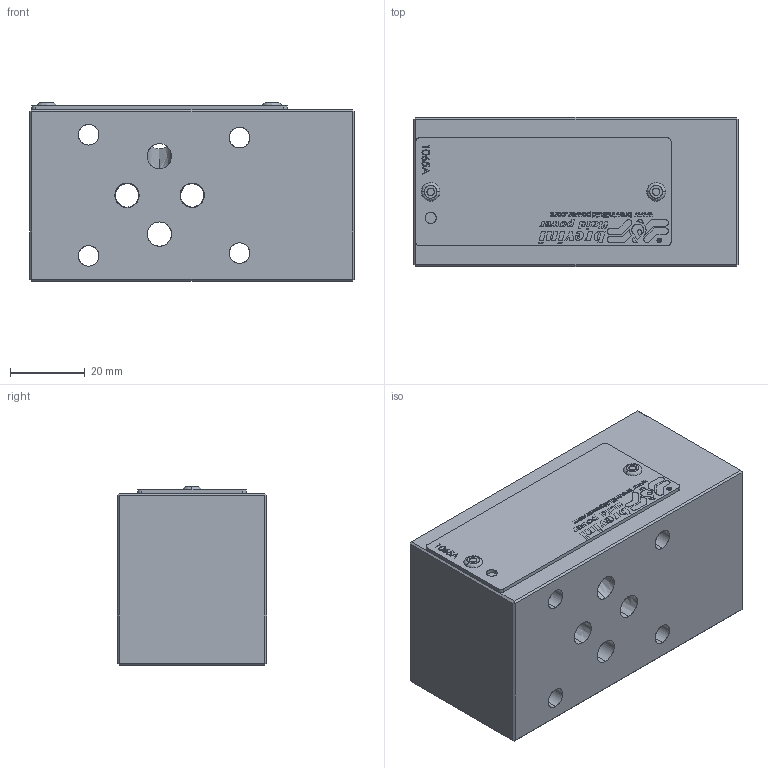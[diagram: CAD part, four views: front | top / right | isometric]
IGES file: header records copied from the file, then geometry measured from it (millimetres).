
Start section: SolidWorks IGES file using analytic representation for surfaces
Global section: file name: AM3SH001.igs; native system: SolidWorks 2014; preprocessor: SolidWorks 2014; author: serviziopdm; date: 151204.142812; units: millimetre
Bounding box: 87 x 40 x 47.8 mm (x, y, z)
Surface area: 28361.3 mm2 (no closed solid volume)
Topology: 0 solids, 0 shells, 287 faces, 5680 edges, 5678 vertices
Faces by surface type: bspline 200, revolution 87
